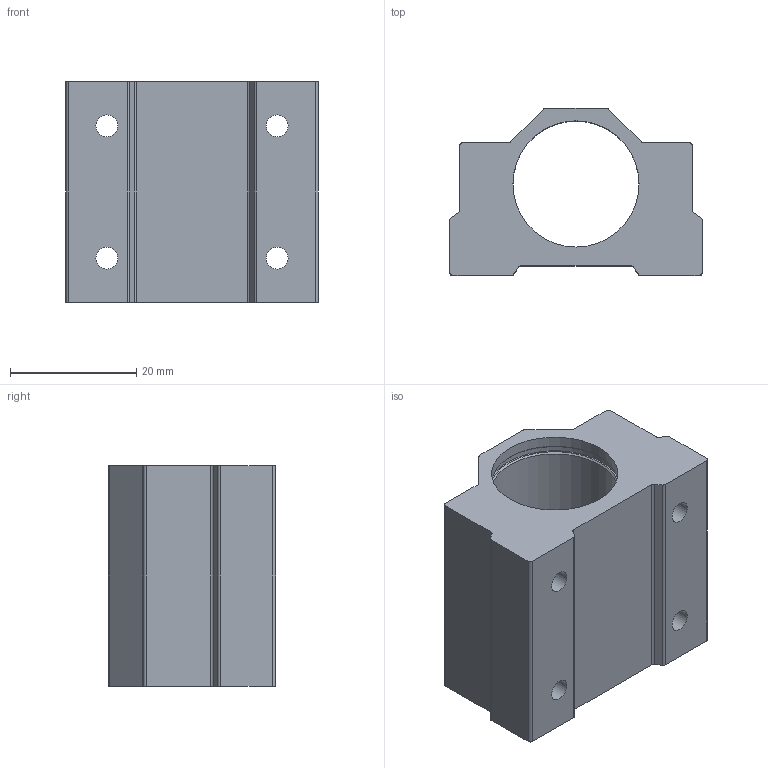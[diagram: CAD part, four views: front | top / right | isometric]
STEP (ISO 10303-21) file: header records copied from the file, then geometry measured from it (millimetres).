
FILE_DESCRIPTION(/* description */ (''),/* implementation_level */ '2;1');
FILE_NAME(/* name */ 'Linear Motion Slide Block Bearing Box SCS10UU.stp',/* time_stamp */ '2025-11-16T00:34:21+07:00',/* author */ ('Hp'),/* organization */ (''),/* preprocessor_version */ 'ST-DEVELOPER v20',/* originating_system */ 'Autodesk Inventor 2024',/* authorisation */ '');
FILE_SCHEMA (('AUTOMOTIVE_DESIGN { 1 0 10303 214 3 1 1 }'));
Length unit declared in the file: millimetre
Products named in the file (1): Linear Motion Slide Block Bearing Box SCS10UU
Bounding box: 40 x 26.5 x 35 mm (x, y, z)
Volume: 18314.1 mm3; surface area: 8622.6 mm2
Topology: 1 solids, 1 shells, 51 faces, 131 edges, 86 vertices
Faces by surface type: cylinder 25, plane 22, cone 4
Full cylindrical faces by diameter (mm): 3.459 x4, 20 x3, 21 x2
Entity records: 1630 total; most frequent: DIRECTION 289, CARTESIAN_POINT 269, ORIENTED_EDGE 262, EDGE_CURVE 131, AXIS2_PLACEMENT_3D 106, VERTEX_POINT 86, LINE 77, VECTOR 77
